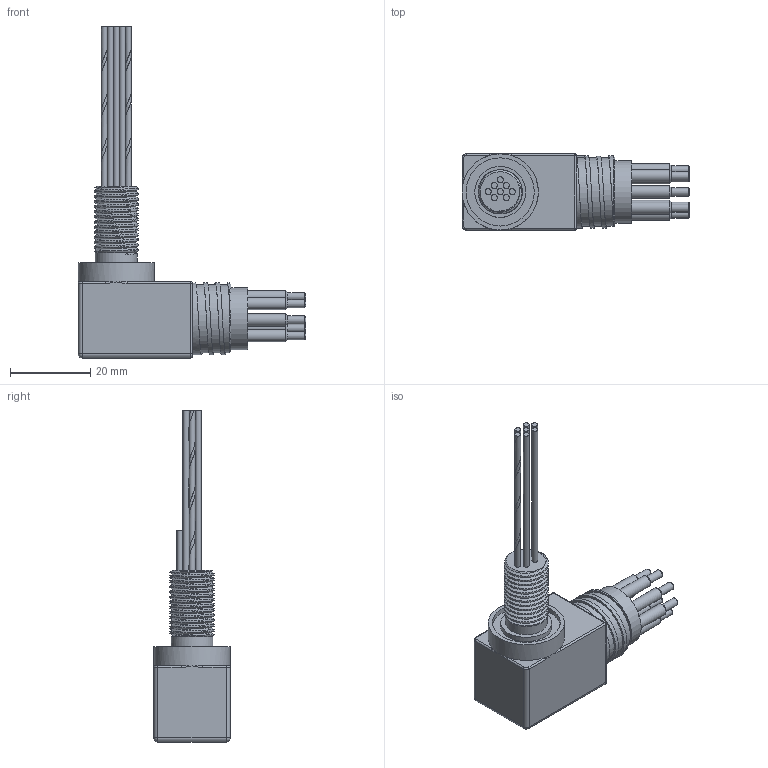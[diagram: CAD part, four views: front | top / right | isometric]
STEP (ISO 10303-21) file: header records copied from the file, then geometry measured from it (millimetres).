
FILE_DESCRIPTION(/* description */ (''),/* implementation_level */ '2;1');
FILE_NAME(/* name */ 'MCBHRA8M.stp',/* time_stamp */ '2014-11-25T15:33:20+01:00',/* author */ ('sh'),/* organization */ (''),/* preprocessor_version */ 'ST-DEVELOPER v15.2',/* originating_system */ 'Autodesk Inventor 2014',/* authorisation */ '');
FILE_SCHEMA (('AUTOMOTIVE_DESIGN { 1 0 10303 214 3 1 1 }'));
Length unit declared in the file: millimetre
Products named in the file (1): MCBHRA8M
Bounding box: 56.8 x 19 x 82.8 mm (x, y, z)
Volume: 17392.6 mm3; surface area: 7371.3 mm2
Topology: 1 solids, 1 shells, 277 faces, 679 edges, 426 vertices
Faces by surface type: plane 104, bspline 96, cylinder 49, cone 20, sphere 4, torus 4
Full cylindrical faces by diameter (mm): 1.5 x6, 2 x8, 3 x8, 10.423 x1, 12.7 x1, 15.5 x1, 17 x1, 19 x1
Entity records: 12208 total; most frequent: CARTESIAN_POINT 6309, ORIENTED_EDGE 1248, DIRECTION 908, EDGE_CURVE 624, VERTEX_POINT 424, EDGE_LOOP 352, LINE 304, VECTOR 304
